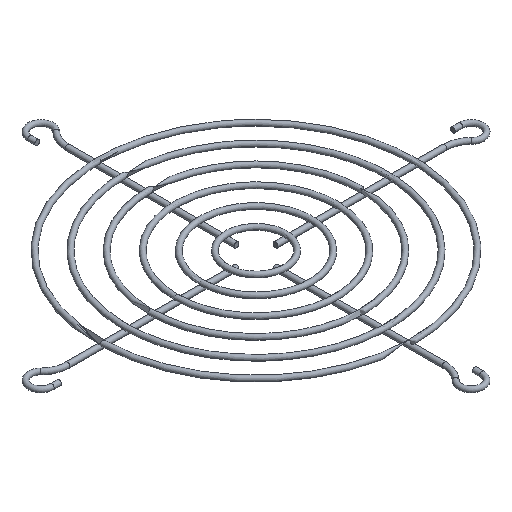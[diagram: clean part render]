
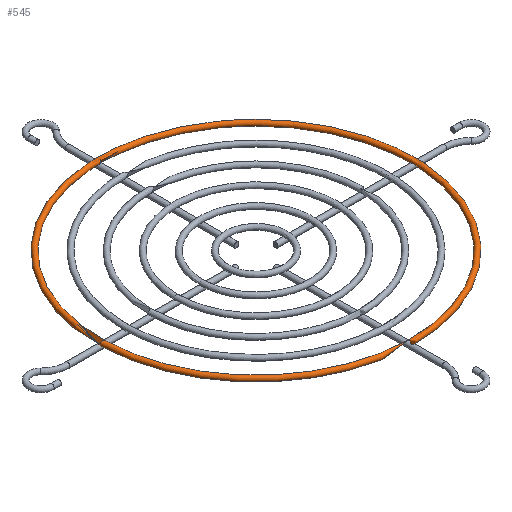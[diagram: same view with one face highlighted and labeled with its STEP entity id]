
A CAD part, isometric view. The second image highlights one B-rep face of the part: STEP entity #545.
In plain terms, the highlighted toroidal (fillet/blend) face has major radius 64.5 mm and minor radius 1 mm.
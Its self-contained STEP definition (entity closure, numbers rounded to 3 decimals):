
#5 = CARTESIAN_POINT ( 'NONE',  ( 64.816, -0.069, 1. ) ) ;
#10 = VERTEX_POINT ( 'NONE', #624 ) ;
#26 = ORIENTED_EDGE ( 'NONE', *, *, #390, .F. ) ;
#30 = CARTESIAN_POINT ( 'NONE',  ( 64.48, 0.322, 0.947 ) ) ;
#39 = CARTESIAN_POINT ( 'NONE',  ( 64.284, -0.243, 0.971 ) ) ;
#48 = CARTESIAN_POINT ( 'NONE',  ( -0.091, -64.81, 0.999 ) ) ;
#53 = CARTESIAN_POINT ( 'NONE',  ( 0.229, 64.269, 0.976 ) ) ;
#67 = CARTESIAN_POINT ( 'NONE',  ( 0.323, 64.499, 0.947 ) ) ;
#72 = CARTESIAN_POINT ( 'NONE',  ( 0.157, -64.784, 0.99 ) ) ;
#91 = CARTESIAN_POINT ( 'NONE',  ( -64.237, 0.192, 0.983 ) ) ;
#112 = CARTESIAN_POINT ( 'NONE',  ( 64.822, 0.02, 1.003 ) ) ;
#115 = CARTESIAN_POINT ( 'NONE',  ( 64.358, -0.28, 0.96 ) ) ;
#119 = CARTESIAN_POINT ( 'NONE',  ( 64.676, -0.272, 0.963 ) ) ;
#124 = TOROIDAL_SURFACE ( 'NONE', #702, 64.5, 1. ) ;
#130 = EDGE_LOOP ( 'NONE', ( #248 ) ) ;
#141 = EDGE_CURVE ( 'NONE', #265, #265, #204, .T. ) ;
#146 = CARTESIAN_POINT ( 'NONE',  ( 64.184, 0.068, 1. ) ) ;
#156 = CARTESIAN_POINT ( 'NONE',  ( 0.284, -64.343, 0.96 ) ) ;
#164 = CARTESIAN_POINT ( 'NONE',  ( -0.285, -64.656, 0.96 ) ) ;
#182 = CARTESIAN_POINT ( 'NONE',  ( -64.448, 0.319, 0.948 ) ) ;
#187 = CARTESIAN_POINT ( 'NONE',  ( -64.635, -0.294, 0.957 ) ) ;
#199 = CARTESIAN_POINT ( 'NONE',  ( -64.691, 0.262, 0.967 ) ) ;
#204 = B_SPLINE_CURVE_WITH_KNOTS ( 'NONE', 3,
 ( #831, #560, #293, #943, #549, #199, #282, #182, #356, #91, #1026, #937, #1039, #823, #446, #353, #187, #558 ),
 .UNSPECIFIED., .T., .F.,
 ( 4, 2, 2, 2, 2, 2, 2, 2, 4 ),
 ( 0., 0., 0., 0.001, 0.001, 0.001, 0.001, 0.002, 0.002 ),
 .UNSPECIFIED. ) ;
#221 = EDGE_CURVE ( 'NONE', #10, #10, #463, .T. ) ;
#224 = B_SPLINE_CURVE_WITH_KNOTS ( 'NONE', 3,
 ( #1077, #231, #868, #320, #973, #53, #991, #67, #414, #523, #1103, #262, #510, #1092, #1013, #706, #350, #1185 ),
 .UNSPECIFIED., .T., .F.,
 ( 4, 2, 2, 2, 2, 2, 2, 2, 4 ),
 ( 0., 0., 0., 0.001, 0.001, 0.001, 0.001, 0.002, 0.002 ),
 .UNSPECIFIED. ) ;
#231 = CARTESIAN_POINT ( 'NONE',  ( -0.23, 64.27, 0.974 ) ) ;
#248 = ORIENTED_EDGE ( 'NONE', *, *, #221, .F. ) ;
#262 = CARTESIAN_POINT ( 'NONE',  ( 0.001, 64.823, 1.003 ) ) ;
#265 = VERTEX_POINT ( 'NONE', #451 ) ;
#282 = CARTESIAN_POINT ( 'NONE',  ( -64.613, 0.303, 0.953 ) ) ;
#291 = EDGE_LOOP ( 'NONE', ( #786 ) ) ;
#293 = CARTESIAN_POINT ( 'NONE',  ( -64.803, -0.113, 0.997 ) ) ;
#300 = CARTESIAN_POINT ( 'NONE',  ( 64.772, 0.177, 0.987 ) ) ;
#314 = CARTESIAN_POINT ( 'NONE',  ( 64.323, 0.272, 0.963 ) ) ;
#320 = CARTESIAN_POINT ( 'NONE',  ( -0.001, 64.178, 1.003 ) ) ;
#325 = CARTESIAN_POINT ( 'NONE',  ( 64.256, 0.215, 0.979 ) ) ;
#350 = CARTESIAN_POINT ( 'NONE',  ( -0.312, 64.413, 0.951 ) ) ;
#353 = CARTESIAN_POINT ( 'NONE',  ( -64.551, -0.318, 0.948 ) ) ;
#356 = CARTESIAN_POINT ( 'NONE',  ( -64.363, 0.294, 0.957 ) ) ;
#390 = EDGE_CURVE ( 'NONE', #666, #666, #1144, .T. ) ;
#414 = CARTESIAN_POINT ( 'NONE',  ( 0.311, 64.587, 0.951 ) ) ;
#438 = DIRECTION ( 'NONE',  ( 0., 0., -1. ) ) ;
#446 = CARTESIAN_POINT ( 'NONE',  ( -64.387, -0.303, 0.953 ) ) ;
#450 = CARTESIAN_POINT ( 'NONE',  ( -0.271, 64.341, 0.963 ) ) ;
#451 = CARTESIAN_POINT ( 'NONE',  ( -64.699, -0.243, 0.97 ) ) ;
#460 = EDGE_LOOP ( 'NONE', ( #26 ) ) ;
#463 = B_SPLINE_CURVE_WITH_KNOTS ( 'NONE', 3,
 ( #699, #164, #613, #506, #894, #1178, #1175, #801, #609, #156, #724, #811, #1047, #72, #696, #48, #893, #796 ),
 .UNSPECIFIED., .T., .F.,
 ( 4, 2, 2, 2, 2, 2, 2, 2, 4 ),
 ( 0., 0., 0., 0.001, 0.001, 0.001, 0.001, 0.002, 0.002 ),
 .UNSPECIFIED. ) ;
#502 = FACE_BOUND ( 'NONE', #642, .T. ) ;
#506 = CARTESIAN_POINT ( 'NONE',  ( -0.31, -64.409, 0.951 ) ) ;
#510 = CARTESIAN_POINT ( 'NONE',  ( -0.087, 64.811, 0.999 ) ) ;
#520 = CARTESIAN_POINT ( 'NONE',  ( 64.358, -0.28, 0.96 ) ) ;
#523 = CARTESIAN_POINT ( 'NONE',  ( 0.23, 64.729, 0.974 ) ) ;
#545 = ADVANCED_FACE ( 'NONE', ( #1025, #600, #763, #502 ), #124, .T. ) ;
#549 = CARTESIAN_POINT ( 'NONE',  ( -64.794, 0.136, 0.993 ) ) ;
#553 = CARTESIAN_POINT ( 'NONE',  ( 64.52, -0.322, 0.947 ) ) ;
#558 = CARTESIAN_POINT ( 'NONE',  ( -64.699, -0.243, 0.97 ) ) ;
#560 = CARTESIAN_POINT ( 'NONE',  ( -64.763, -0.191, 0.983 ) ) ;
#600 = FACE_BOUND ( 'NONE', #130, .T. ) ;
#609 = CARTESIAN_POINT ( 'NONE',  ( 0.173, -64.225, 0.987 ) ) ;
#613 = CARTESIAN_POINT ( 'NONE',  ( -0.314, -64.573, 0.949 ) ) ;
#624 = CARTESIAN_POINT ( 'NONE',  ( -0.228, -64.716, 0.974 ) ) ;
#642 = EDGE_LOOP ( 'NONE', ( #1038 ) ) ;
#644 = CARTESIAN_POINT ( 'NONE',  ( 64.432, -0.316, 0.949 ) ) ;
#660 = CARTESIAN_POINT ( 'NONE',  ( 64.715, 0.243, 0.971 ) ) ;
#666 = VERTEX_POINT ( 'NONE', #520 ) ;
#696 = CARTESIAN_POINT ( 'NONE',  ( 0.073, -64.814, 1.001 ) ) ;
#699 = CARTESIAN_POINT ( 'NONE',  ( -0.228, -64.716, 0.974 ) ) ;
#702 = AXIS2_PLACEMENT_3D ( 'NONE', #908, #438, #900 ) ;
#706 = CARTESIAN_POINT ( 'NONE',  ( -0.322, 64.501, 0.947 ) ) ;
#724 = CARTESIAN_POINT ( 'NONE',  ( 0.314, -64.426, 0.949 ) ) ;
#763 = FACE_BOUND ( 'NONE', #291, .T. ) ;
#778 = CARTESIAN_POINT ( 'NONE',  ( 64.228, -0.177, 0.987 ) ) ;
#786 = ORIENTED_EDGE ( 'NONE', *, *, #141, .F. ) ;
#796 = CARTESIAN_POINT ( 'NONE',  ( -0.228, -64.716, 0.974 ) ) ;
#801 = CARTESIAN_POINT ( 'NONE',  ( 0.092, -64.19, 0.999 ) ) ;
#811 = CARTESIAN_POINT ( 'NONE',  ( 0.31, -64.591, 0.951 ) ) ;
#823 = CARTESIAN_POINT ( 'NONE',  ( -64.308, -0.263, 0.967 ) ) ;
#831 = CARTESIAN_POINT ( 'NONE',  ( -64.699, -0.243, 0.97 ) ) ;
#848 = CARTESIAN_POINT ( 'NONE',  ( 64.743, -0.215, 0.979 ) ) ;
#864 = CARTESIAN_POINT ( 'NONE',  ( 64.178, -0.021, 1.003 ) ) ;
#868 = CARTESIAN_POINT ( 'NONE',  ( -0.16, 64.218, 0.99 ) ) ;
#893 = CARTESIAN_POINT ( 'NONE',  ( -0.172, -64.776, 0.987 ) ) ;
#894 = CARTESIAN_POINT ( 'NONE',  ( -0.275, -64.327, 0.963 ) ) ;
#900 = DIRECTION ( 'NONE',  ( -1., 0., 0. ) ) ;
#908 = CARTESIAN_POINT ( 'NONE',  ( 0., 0., 1.95 ) ) ;
#937 = CARTESIAN_POINT ( 'NONE',  ( -64.181, -0.051, 1.002 ) ) ;
#943 = CARTESIAN_POINT ( 'NONE',  ( -64.819, 0.051, 1.002 ) ) ;
#973 = CARTESIAN_POINT ( 'NONE',  ( 0.087, 64.189, 0.999 ) ) ;
#991 = CARTESIAN_POINT ( 'NONE',  ( 0.282, 64.339, 0.96 ) ) ;
#1013 = CARTESIAN_POINT ( 'NONE',  ( -0.282, 64.66, 0.96 ) ) ;
#1025 = FACE_BOUND ( 'NONE', #460, .T. ) ;
#1026 = CARTESIAN_POINT ( 'NONE',  ( -64.197, 0.113, 0.997 ) ) ;
#1038 = ORIENTED_EDGE ( 'NONE', *, *, #1199, .T. ) ;
#1039 = CARTESIAN_POINT ( 'NONE',  ( -64.206, -0.136, 0.993 ) ) ;
#1047 = CARTESIAN_POINT ( 'NONE',  ( 0.275, -64.672, 0.963 ) ) ;
#1070 = CARTESIAN_POINT ( 'NONE',  ( 64.358, -0.28, 0.96 ) ) ;
#1077 = CARTESIAN_POINT ( 'NONE',  ( -0.271, 64.341, 0.963 ) ) ;
#1092 = CARTESIAN_POINT ( 'NONE',  ( -0.229, 64.73, 0.976 ) ) ;
#1103 = CARTESIAN_POINT ( 'NONE',  ( 0.161, 64.782, 0.99 ) ) ;
#1144 = B_SPLINE_CURVE_WITH_KNOTS ( 'NONE', 3,
 ( #1070, #39, #778, #864, #146, #325, #314, #30, #1218, #660, #300, #112, #5, #848, #119, #553, #644, #115 ),
 .UNSPECIFIED., .T., .F.,
 ( 4, 2, 2, 2, 2, 2, 2, 2, 4 ),
 ( 0., 0., 0., 0.001, 0.001, 0.001, 0.001, 0.002, 0.002 ),
 .UNSPECIFIED. ) ;
#1161 = VERTEX_POINT ( 'NONE', #450 ) ;
#1175 = CARTESIAN_POINT ( 'NONE',  ( -0.074, -64.186, 1.001 ) ) ;
#1178 = CARTESIAN_POINT ( 'NONE',  ( -0.157, -64.216, 0.989 ) ) ;
#1185 = CARTESIAN_POINT ( 'NONE',  ( -0.271, 64.341, 0.963 ) ) ;
#1199 = EDGE_CURVE ( 'NONE', #1161, #1161, #224, .T. ) ;
#1218 = CARTESIAN_POINT ( 'NONE',  ( 64.568, 0.315, 0.95 ) ) ;
